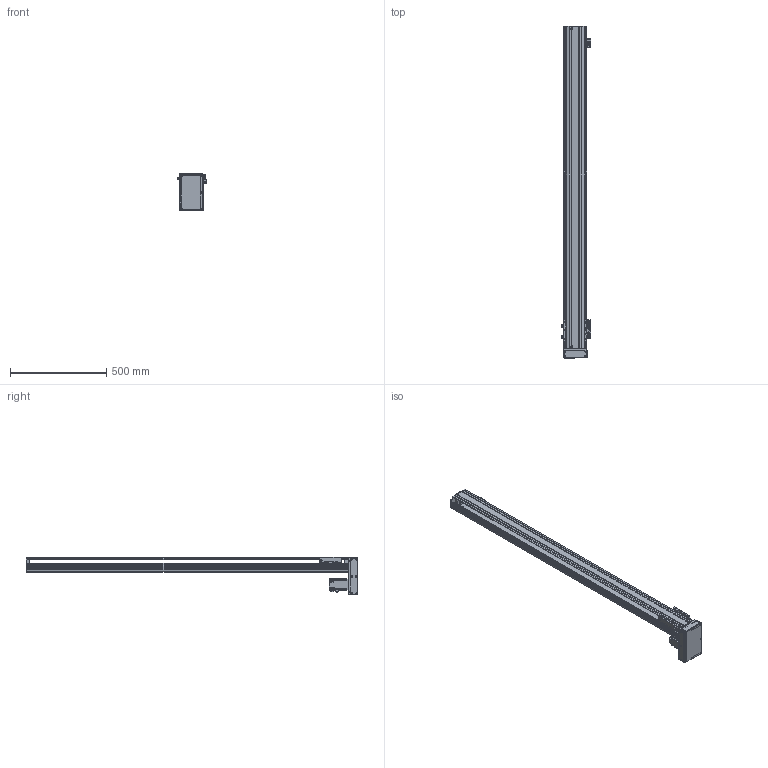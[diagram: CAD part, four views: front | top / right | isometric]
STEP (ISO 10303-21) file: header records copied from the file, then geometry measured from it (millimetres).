
FILE_DESCRIPTION(/* description */ ('MANUFACTURE'),/* implementation_level */ '2;1');
FILE_NAME(/* name */ 'HG120-D40-N-1500-R10.stp',/* time_stamp */ '2024-04-04T16:32:38+09:00',/* author */ ('User'),/* organization */ (''),/* preprocessor_version */ 'ST-DEVELOPER v18.1',/* originating_system */ 'Autodesk Inventor 2022',/* authorisation */ 'LIP');
FILE_SCHEMA (('AUTOMOTIVE_DESIGN { 1 0 10303 214 3 1 1 }'));
Length unit declared in the file: millimetre
Products named in the file (20): HG120-D40-N-0500-R10 간소화; HR120 S BASE; HR(HG) 120,130 FRONT BLOCK; HR(HG) 120,130 FRONT BLOCK_1; HR120 FRONT COVER; HG5UPCOV003; HR120 SENSOR DOG; HG120 TABLE-N; MOTOR PLATE - 200W; hg-kr43_; 화살표; SENSOR BRK(EE-SX674A); EE_SX674A; HG120DBELTCOVER002; HG120DACRYL002; HG120DACRYL003; HG120DMOTORPLATE02; HG120DACRYL001; hsr_ftht_A-M6F_grease_nipple_joint; NIPPLE CAP(신규)
Assembly tree (33 placements, depth 2):
  HG120-D40-N-0500-R10 간소화
    HR120 S BASE
    HR(HG) 120,130 FRONT BLOCK
    HR(HG) 120,130 FRONT BLOCK_1
    HR120 FRONT COVER
    SENSOR BRK(EE-SX674A)  x3
    HG5UPCOV003
    HR120 SENSOR DOG
    hsr_ftht_A-M6F_grease_nipple_joint  x5
    NIPPLE CAP(신규)  x5
    HG120 TABLE-N
    EE_SX674A  x3
    MOTOR PLATE - 200W
    hg-kr43_
    화살표  x2
    HG120DBELTCOVER002
    HG120DACRYL002
    HG120DACRYL001  x2
    HG120DACRYL003
    HG120DMOTORPLATE02
Bounding box: 150.96 x 1723 x 197 mm (x, y, z)
Volume: 4343229.3 mm3; surface area: 1819872.4 mm2
Topology: 33 solids, 33 shells, 2057 faces, 5844 edges, 3835 vertices
Faces by surface type: plane 951, cylinder 807, cone 209, sphere 40, torus 30, bspline 20
Full cylindrical faces by diameter (mm): 2.459 x52, 3 x4, 3.242 x26, 3.4 x22, 3.5 x6, 4.134 x40, 4.5 x56, 4.917 x6, 5 x26, 5.5 x31, 5.6 x5, 5.8 x4, 5.9 x8, 6 x9, 6.5 x10, 6.6 x2, 7 x4, 7.5 x16, 8 x4, 9 x6, 9.5 x19, 14 x1, 17 x1, 20 x1, 22 x1, 24 x1, 28 x1, 32 x2, 33.7 x1, 50 x2
Entity records: 53816 total; most frequent: CARTESIAN_POINT 11979, DIRECTION 8454, ORIENTED_EDGE 8412, EDGE_CURVE 4206, AXIS2_PLACEMENT_3D 3012, VERTEX_POINT 2813, LINE 2430, VECTOR 2430
